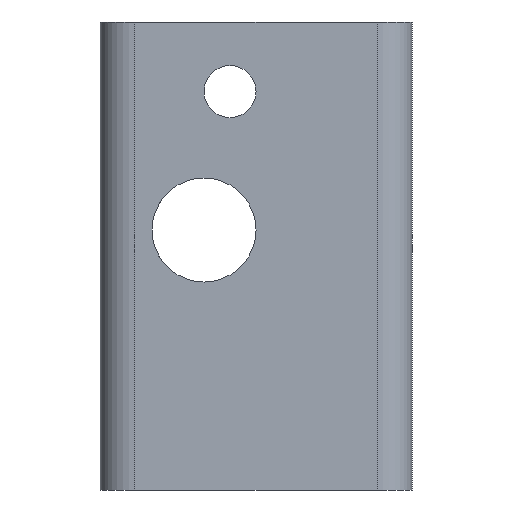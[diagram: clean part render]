
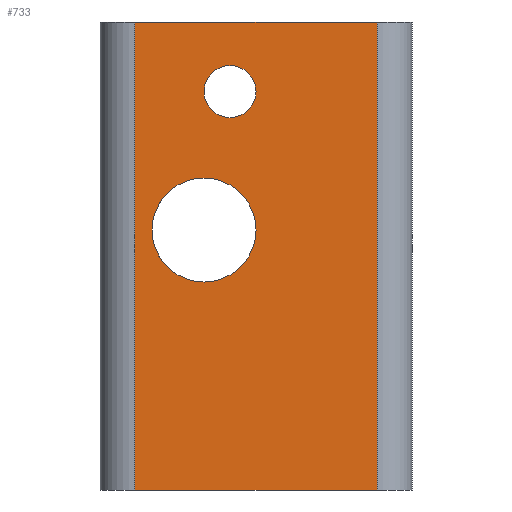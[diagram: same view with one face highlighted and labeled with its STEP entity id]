
A CAD part, left-side view. The second image highlights one B-rep face of the part: STEP entity #733.
In plain terms, the highlighted planar face has unit normal (-1, 0, 0).
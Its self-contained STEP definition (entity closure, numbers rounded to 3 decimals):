
#44 = PLANE('',#45);
#45 = AXIS2_PLACEMENT_3D('',#46,#47,#48);
#46 = CARTESIAN_POINT('',(0.,0.,0.));
#47 = DIRECTION('',(0.,0.,-1.));
#48 = DIRECTION('',(-1.,0.,0.));
#72 = CYLINDRICAL_SURFACE('',#73,2.);
#73 = AXIS2_PLACEMENT_3D('',#74,#75,#76);
#74 = CARTESIAN_POINT('',(2.,2.,0.));
#75 = DIRECTION('',(0.,0.,1.));
#76 = DIRECTION('',(0.,-1.,0.));
#100 = PLANE('',#101);
#101 = AXIS2_PLACEMENT_3D('',#102,#103,#104);
#102 = CARTESIAN_POINT('',(0.,0.,27.));
#103 = DIRECTION('',(0.,0.,-1.));
#104 = DIRECTION('',(-1.,0.,0.));
#143 = VERTEX_POINT('',#144);
#144 = CARTESIAN_POINT('',(0.,2.,0.));
#166 = EDGE_CURVE('',#167,#143,#169,.T.);
#167 = VERTEX_POINT('',#168);
#168 = CARTESIAN_POINT('',(0.,16.,0.));
#169 = SURFACE_CURVE('',#170,(#174,#181),.PCURVE_S1.);
#170 = LINE('',#171,#172);
#171 = CARTESIAN_POINT('',(0.,18.,0.));
#172 = VECTOR('',#173,1.);
#173 = DIRECTION('',(0.,-1.,0.));
#174 = PCURVE('',#44,#175);
#175 = DEFINITIONAL_REPRESENTATION('',(#176),#180);
#176 = LINE('',#177,#178);
#177 = CARTESIAN_POINT('',(0.,18.));
#178 = VECTOR('',#179,1.);
#179 = DIRECTION('',(0.,-1.));
#180 = ( GEOMETRIC_REPRESENTATION_CONTEXT(2) 
PARAMETRIC_REPRESENTATION_CONTEXT() REPRESENTATION_CONTEXT('2D SPACE',''
  ) );
#181 = PCURVE('',#182,#187);
#182 = PLANE('',#183);
#183 = AXIS2_PLACEMENT_3D('',#184,#185,#186);
#184 = CARTESIAN_POINT('',(0.,18.,0.));
#185 = DIRECTION('',(1.,0.,0.));
#186 = DIRECTION('',(0.,-1.,0.));
#187 = DEFINITIONAL_REPRESENTATION('',(#188),#192);
#188 = LINE('',#189,#190);
#189 = CARTESIAN_POINT('',(0.,0.));
#190 = VECTOR('',#191,1.);
#191 = DIRECTION('',(1.,0.));
#192 = ( GEOMETRIC_REPRESENTATION_CONTEXT(2) 
PARAMETRIC_REPRESENTATION_CONTEXT() REPRESENTATION_CONTEXT('2D SPACE',''
  ) );
#215 = CYLINDRICAL_SURFACE('',#216,2.);
#216 = AXIS2_PLACEMENT_3D('',#217,#218,#219);
#217 = CARTESIAN_POINT('',(2.,16.,0.));
#218 = DIRECTION('',(0.,0.,1.));
#219 = DIRECTION('',(0.,1.,0.));
#381 = EDGE_CURVE('',#143,#382,#384,.T.);
#382 = VERTEX_POINT('',#383);
#383 = CARTESIAN_POINT('',(0.,2.,27.));
#384 = SURFACE_CURVE('',#385,(#389,#396),.PCURVE_S1.);
#385 = LINE('',#386,#387);
#386 = CARTESIAN_POINT('',(0.,2.,0.));
#387 = VECTOR('',#388,1.);
#388 = DIRECTION('',(0.,0.,1.));
#389 = PCURVE('',#72,#390);
#390 = DEFINITIONAL_REPRESENTATION('',(#391),#395);
#391 = LINE('',#392,#393);
#392 = CARTESIAN_POINT('',(-1.571,0.));
#393 = VECTOR('',#394,1.);
#394 = DIRECTION('',(-0.,1.));
#395 = ( GEOMETRIC_REPRESENTATION_CONTEXT(2) 
PARAMETRIC_REPRESENTATION_CONTEXT() REPRESENTATION_CONTEXT('2D SPACE',''
  ) );
#396 = PCURVE('',#182,#397);
#397 = DEFINITIONAL_REPRESENTATION('',(#398),#402);
#398 = LINE('',#399,#400);
#399 = CARTESIAN_POINT('',(16.,0.));
#400 = VECTOR('',#401,1.);
#401 = DIRECTION('',(0.,-1.));
#402 = ( GEOMETRIC_REPRESENTATION_CONTEXT(2) 
PARAMETRIC_REPRESENTATION_CONTEXT() REPRESENTATION_CONTEXT('2D SPACE',''
  ) );
#578 = EDGE_CURVE('',#579,#382,#581,.T.);
#579 = VERTEX_POINT('',#580);
#580 = CARTESIAN_POINT('',(0.,16.,27.));
#581 = SURFACE_CURVE('',#582,(#586,#593),.PCURVE_S1.);
#582 = LINE('',#583,#584);
#583 = CARTESIAN_POINT('',(0.,18.,27.));
#584 = VECTOR('',#585,1.);
#585 = DIRECTION('',(0.,-1.,0.));
#586 = PCURVE('',#100,#587);
#587 = DEFINITIONAL_REPRESENTATION('',(#588),#592);
#588 = LINE('',#589,#590);
#589 = CARTESIAN_POINT('',(0.,18.));
#590 = VECTOR('',#591,1.);
#591 = DIRECTION('',(0.,-1.));
#592 = ( GEOMETRIC_REPRESENTATION_CONTEXT(2) 
PARAMETRIC_REPRESENTATION_CONTEXT() REPRESENTATION_CONTEXT('2D SPACE',''
  ) );
#593 = PCURVE('',#182,#594);
#594 = DEFINITIONAL_REPRESENTATION('',(#595),#599);
#595 = LINE('',#596,#597);
#596 = CARTESIAN_POINT('',(0.,-27.));
#597 = VECTOR('',#598,1.);
#598 = DIRECTION('',(1.,0.));
#599 = ( GEOMETRIC_REPRESENTATION_CONTEXT(2) 
PARAMETRIC_REPRESENTATION_CONTEXT() REPRESENTATION_CONTEXT('2D SPACE',''
  ) );
#733 = ADVANCED_FACE('',(#734,#791,#848),#182,.F.);
#734 = FACE_BOUND('',#735,.F.);
#735 = EDGE_LOOP('',(#736,#768));
#736 = ORIENTED_EDGE('',*,*,#737,.F.);
#737 = EDGE_CURVE('',#738,#740,#742,.T.);
#738 = VERTEX_POINT('',#739);
#739 = CARTESIAN_POINT('',(0.,12.,22.987));
#740 = VERTEX_POINT('',#741);
#741 = CARTESIAN_POINT('',(0.,9.,22.987));
#742 = SURFACE_CURVE('',#743,(#748,#757),.PCURVE_S1.);
#743 = CIRCLE('',#744,1.5);
#744 = AXIS2_PLACEMENT_3D('',#745,#746,#747);
#745 = CARTESIAN_POINT('',(0.,10.5,22.987));
#746 = DIRECTION('',(1.,0.,0.));
#747 = DIRECTION('',(0.,1.,0.));
#748 = PCURVE('',#182,#749);
#749 = DEFINITIONAL_REPRESENTATION('',(#750),#756);
#750 = ( BOUNDED_CURVE() B_SPLINE_CURVE(2,(#751,#752,#753,#754,#755),
.UNSPECIFIED.,.F.,.F.) B_SPLINE_CURVE_WITH_KNOTS((3,2,3),(0.,
1.571,3.142),.PIECEWISE_BEZIER_KNOTS.) CURVE() 
GEOMETRIC_REPRESENTATION_ITEM() RATIONAL_B_SPLINE_CURVE((1.,
0.707,1.,0.707,1.)) REPRESENTATION_ITEM('') );
#751 = CARTESIAN_POINT('',(6.,-22.987));
#752 = CARTESIAN_POINT('',(6.,-24.487));
#753 = CARTESIAN_POINT('',(7.5,-24.487));
#754 = CARTESIAN_POINT('',(9.,-24.487));
#755 = CARTESIAN_POINT('',(9.,-22.987));
#756 = ( GEOMETRIC_REPRESENTATION_CONTEXT(2) 
PARAMETRIC_REPRESENTATION_CONTEXT() REPRESENTATION_CONTEXT('2D SPACE',''
  ) );
#757 = PCURVE('',#758,#763);
#758 = CYLINDRICAL_SURFACE('',#759,1.5);
#759 = AXIS2_PLACEMENT_3D('',#760,#761,#762);
#760 = CARTESIAN_POINT('',(16.,10.5,22.987));
#761 = DIRECTION('',(1.,0.,0.));
#762 = DIRECTION('',(0.,1.,0.));
#763 = DEFINITIONAL_REPRESENTATION('',(#764),#767);
#764 = B_SPLINE_CURVE_WITH_KNOTS('',1,(#765,#766),.UNSPECIFIED.,.F.,.F.,
  (2,2),(0.,3.142),.PIECEWISE_BEZIER_KNOTS.);
#765 = CARTESIAN_POINT('',(0.,-16.));
#766 = CARTESIAN_POINT('',(3.142,-16.));
#767 = ( GEOMETRIC_REPRESENTATION_CONTEXT(2) 
PARAMETRIC_REPRESENTATION_CONTEXT() REPRESENTATION_CONTEXT('2D SPACE',''
  ) );
#768 = ORIENTED_EDGE('',*,*,#769,.F.);
#769 = EDGE_CURVE('',#740,#738,#770,.T.);
#770 = SURFACE_CURVE('',#771,(#776,#785),.PCURVE_S1.);
#771 = CIRCLE('',#772,1.5);
#772 = AXIS2_PLACEMENT_3D('',#773,#774,#775);
#773 = CARTESIAN_POINT('',(0.,10.5,22.987));
#774 = DIRECTION('',(1.,0.,0.));
#775 = DIRECTION('',(0.,1.,0.));
#776 = PCURVE('',#182,#777);
#777 = DEFINITIONAL_REPRESENTATION('',(#778),#784);
#778 = ( BOUNDED_CURVE() B_SPLINE_CURVE(2,(#779,#780,#781,#782,#783),
.UNSPECIFIED.,.F.,.F.) B_SPLINE_CURVE_WITH_KNOTS((3,2,3),(3.142,
4.712,6.283),.PIECEWISE_BEZIER_KNOTS.) CURVE() 
GEOMETRIC_REPRESENTATION_ITEM() RATIONAL_B_SPLINE_CURVE((1.,
0.707,1.,0.707,1.)) REPRESENTATION_ITEM('') );
#779 = CARTESIAN_POINT('',(9.,-22.987));
#780 = CARTESIAN_POINT('',(9.,-21.487));
#781 = CARTESIAN_POINT('',(7.5,-21.487));
#782 = CARTESIAN_POINT('',(6.,-21.487));
#783 = CARTESIAN_POINT('',(6.,-22.987));
#784 = ( GEOMETRIC_REPRESENTATION_CONTEXT(2) 
PARAMETRIC_REPRESENTATION_CONTEXT() REPRESENTATION_CONTEXT('2D SPACE',''
  ) );
#785 = PCURVE('',#758,#786);
#786 = DEFINITIONAL_REPRESENTATION('',(#787),#790);
#787 = B_SPLINE_CURVE_WITH_KNOTS('',1,(#788,#789),.UNSPECIFIED.,.F.,.F.,
  (2,2),(3.142,6.283),.PIECEWISE_BEZIER_KNOTS.);
#788 = CARTESIAN_POINT('',(3.142,-16.));
#789 = CARTESIAN_POINT('',(6.283,-16.));
#790 = ( GEOMETRIC_REPRESENTATION_CONTEXT(2) 
PARAMETRIC_REPRESENTATION_CONTEXT() REPRESENTATION_CONTEXT('2D SPACE',''
  ) );
#791 = FACE_BOUND('',#792,.F.);
#792 = EDGE_LOOP('',(#793,#825));
#793 = ORIENTED_EDGE('',*,*,#794,.F.);
#794 = EDGE_CURVE('',#795,#797,#799,.T.);
#795 = VERTEX_POINT('',#796);
#796 = CARTESIAN_POINT('',(0.,15.,15.));
#797 = VERTEX_POINT('',#798);
#798 = CARTESIAN_POINT('',(0.,9.,15.));
#799 = SURFACE_CURVE('',#800,(#805,#814),.PCURVE_S1.);
#800 = CIRCLE('',#801,3.);
#801 = AXIS2_PLACEMENT_3D('',#802,#803,#804);
#802 = CARTESIAN_POINT('',(0.,12.,15.));
#803 = DIRECTION('',(1.,0.,0.));
#804 = DIRECTION('',(0.,1.,0.));
#805 = PCURVE('',#182,#806);
#806 = DEFINITIONAL_REPRESENTATION('',(#807),#813);
#807 = ( BOUNDED_CURVE() B_SPLINE_CURVE(2,(#808,#809,#810,#811,#812),
.UNSPECIFIED.,.F.,.F.) B_SPLINE_CURVE_WITH_KNOTS((3,2,3),(0.,
1.571,3.142),.PIECEWISE_BEZIER_KNOTS.) CURVE() 
GEOMETRIC_REPRESENTATION_ITEM() RATIONAL_B_SPLINE_CURVE((1.,
0.707,1.,0.707,1.)) REPRESENTATION_ITEM('') );
#808 = CARTESIAN_POINT('',(3.,-15.));
#809 = CARTESIAN_POINT('',(3.,-18.));
#810 = CARTESIAN_POINT('',(6.,-18.));
#811 = CARTESIAN_POINT('',(9.,-18.));
#812 = CARTESIAN_POINT('',(9.,-15.));
#813 = ( GEOMETRIC_REPRESENTATION_CONTEXT(2) 
PARAMETRIC_REPRESENTATION_CONTEXT() REPRESENTATION_CONTEXT('2D SPACE',''
  ) );
#814 = PCURVE('',#815,#820);
#815 = CYLINDRICAL_SURFACE('',#816,3.);
#816 = AXIS2_PLACEMENT_3D('',#817,#818,#819);
#817 = CARTESIAN_POINT('',(16.,12.,15.));
#818 = DIRECTION('',(1.,0.,0.));
#819 = DIRECTION('',(0.,1.,0.));
#820 = DEFINITIONAL_REPRESENTATION('',(#821),#824);
#821 = B_SPLINE_CURVE_WITH_KNOTS('',1,(#822,#823),.UNSPECIFIED.,.F.,.F.,
  (2,2),(0.,3.142),.PIECEWISE_BEZIER_KNOTS.);
#822 = CARTESIAN_POINT('',(0.,-16.));
#823 = CARTESIAN_POINT('',(3.142,-16.));
#824 = ( GEOMETRIC_REPRESENTATION_CONTEXT(2) 
PARAMETRIC_REPRESENTATION_CONTEXT() REPRESENTATION_CONTEXT('2D SPACE',''
  ) );
#825 = ORIENTED_EDGE('',*,*,#826,.F.);
#826 = EDGE_CURVE('',#797,#795,#827,.T.);
#827 = SURFACE_CURVE('',#828,(#833,#842),.PCURVE_S1.);
#828 = CIRCLE('',#829,3.);
#829 = AXIS2_PLACEMENT_3D('',#830,#831,#832);
#830 = CARTESIAN_POINT('',(0.,12.,15.));
#831 = DIRECTION('',(1.,0.,0.));
#832 = DIRECTION('',(0.,1.,0.));
#833 = PCURVE('',#182,#834);
#834 = DEFINITIONAL_REPRESENTATION('',(#835),#841);
#835 = ( BOUNDED_CURVE() B_SPLINE_CURVE(2,(#836,#837,#838,#839,#840),
.UNSPECIFIED.,.F.,.F.) B_SPLINE_CURVE_WITH_KNOTS((3,2,3),(3.142,
4.712,6.283),.PIECEWISE_BEZIER_KNOTS.) CURVE() 
GEOMETRIC_REPRESENTATION_ITEM() RATIONAL_B_SPLINE_CURVE((1.,
0.707,1.,0.707,1.)) REPRESENTATION_ITEM('') );
#836 = CARTESIAN_POINT('',(9.,-15.));
#837 = CARTESIAN_POINT('',(9.,-12.));
#838 = CARTESIAN_POINT('',(6.,-12.));
#839 = CARTESIAN_POINT('',(3.,-12.));
#840 = CARTESIAN_POINT('',(3.,-15.));
#841 = ( GEOMETRIC_REPRESENTATION_CONTEXT(2) 
PARAMETRIC_REPRESENTATION_CONTEXT() REPRESENTATION_CONTEXT('2D SPACE',''
  ) );
#842 = PCURVE('',#815,#843);
#843 = DEFINITIONAL_REPRESENTATION('',(#844),#847);
#844 = B_SPLINE_CURVE_WITH_KNOTS('',1,(#845,#846),.UNSPECIFIED.,.F.,.F.,
  (2,2),(3.142,6.283),.PIECEWISE_BEZIER_KNOTS.);
#845 = CARTESIAN_POINT('',(3.142,-16.));
#846 = CARTESIAN_POINT('',(6.283,-16.));
#847 = ( GEOMETRIC_REPRESENTATION_CONTEXT(2) 
PARAMETRIC_REPRESENTATION_CONTEXT() REPRESENTATION_CONTEXT('2D SPACE',''
  ) );
#848 = FACE_BOUND('',#849,.F.);
#849 = EDGE_LOOP('',(#850,#851,#872,#873));
#850 = ORIENTED_EDGE('',*,*,#166,.F.);
#851 = ORIENTED_EDGE('',*,*,#852,.T.);
#852 = EDGE_CURVE('',#167,#579,#853,.T.);
#853 = SURFACE_CURVE('',#854,(#858,#865),.PCURVE_S1.);
#854 = LINE('',#855,#856);
#855 = CARTESIAN_POINT('',(0.,16.,0.));
#856 = VECTOR('',#857,1.);
#857 = DIRECTION('',(0.,0.,1.));
#858 = PCURVE('',#182,#859);
#859 = DEFINITIONAL_REPRESENTATION('',(#860),#864);
#860 = LINE('',#861,#862);
#861 = CARTESIAN_POINT('',(2.,0.));
#862 = VECTOR('',#863,1.);
#863 = DIRECTION('',(0.,-1.));
#864 = ( GEOMETRIC_REPRESENTATION_CONTEXT(2) 
PARAMETRIC_REPRESENTATION_CONTEXT() REPRESENTATION_CONTEXT('2D SPACE',''
  ) );
#865 = PCURVE('',#215,#866);
#866 = DEFINITIONAL_REPRESENTATION('',(#867),#871);
#867 = LINE('',#868,#869);
#868 = CARTESIAN_POINT('',(1.571,0.));
#869 = VECTOR('',#870,1.);
#870 = DIRECTION('',(0.,1.));
#871 = ( GEOMETRIC_REPRESENTATION_CONTEXT(2) 
PARAMETRIC_REPRESENTATION_CONTEXT() REPRESENTATION_CONTEXT('2D SPACE',''
  ) );
#872 = ORIENTED_EDGE('',*,*,#578,.T.);
#873 = ORIENTED_EDGE('',*,*,#381,.F.);
